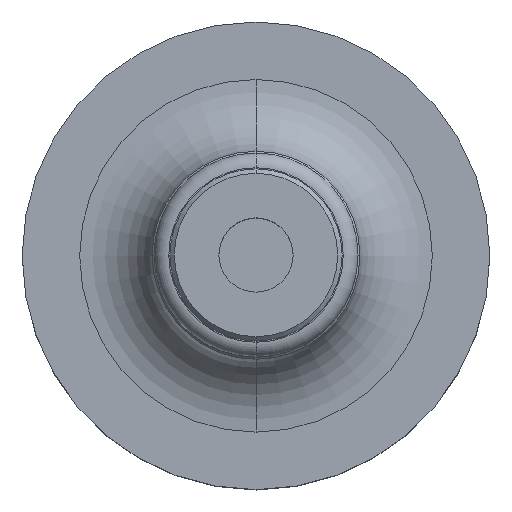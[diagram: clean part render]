
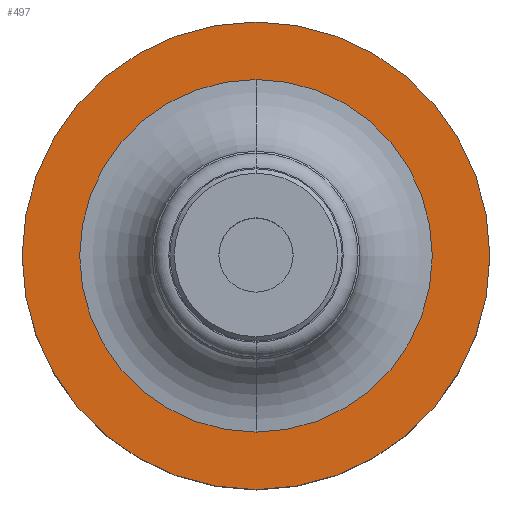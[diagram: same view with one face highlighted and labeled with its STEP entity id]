
A CAD part, top view. The second image highlights one B-rep face of the part: STEP entity #497.
In plain terms, the highlighted planar face has unit normal (0, 0, 1).
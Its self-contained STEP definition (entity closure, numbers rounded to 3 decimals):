
#35 = EDGE_CURVE ( 'NONE', #1336, #1070, #1001, .T. ) ;
#78 = ORIENTED_EDGE ( 'NONE', *, *, #35, .F. ) ;
#130 = DIRECTION ( 'NONE',  ( 0., 0., -1. ) ) ;
#135 = AXIS2_PLACEMENT_3D ( 'NONE', #1237, #1635, #859 ) ;
#178 = CIRCLE ( 'NONE', #135, 23.75 ) ;
#225 = EDGE_LOOP ( 'NONE', ( #292, #78 ) ) ;
#243 = EDGE_CURVE ( 'NONE', #1569, #1423, #791, .T. ) ;
#292 = ORIENTED_EDGE ( 'NONE', *, *, #1157, .F. ) ;
#312 = FACE_BOUND ( 'NONE', #342, .T. ) ;
#342 = EDGE_LOOP ( 'NONE', ( #1015, #680 ) ) ;
#373 = EDGE_CURVE ( 'NONE', #1423, #1569, #178, .T. ) ;
#414 = DIRECTION ( 'NONE',  ( 0., -1., 0. ) ) ;
#417 = AXIS2_PLACEMENT_3D ( 'NONE', #934, #814, #1623 ) ;
#497 = ADVANCED_FACE ( 'NONE', ( #312, #997 ), #937, .T. ) ;
#509 = AXIS2_PLACEMENT_3D ( 'NONE', #915, #130, #1300 ) ;
#652 = CIRCLE ( 'NONE', #509, 31.5 ) ;
#653 = AXIS2_PLACEMENT_3D ( 'NONE', #1031, #1051, #1039 ) ;
#680 = ORIENTED_EDGE ( 'NONE', *, *, #373, .T. ) ;
#685 = CARTESIAN_POINT ( 'NONE',  ( 0., -23.75, 26. ) ) ;
#734 = CARTESIAN_POINT ( 'NONE',  ( 0., -31.5, 26. ) ) ;
#791 = CIRCLE ( 'NONE', #417, 23.75 ) ;
#814 = DIRECTION ( 'NONE',  ( 0., 0., -1. ) ) ;
#859 = DIRECTION ( 'NONE',  ( 0., -1., 0. ) ) ;
#909 = CARTESIAN_POINT ( 'NONE',  ( 0., 31.5, 26. ) ) ;
#915 = CARTESIAN_POINT ( 'NONE',  ( 0., 0., 26. ) ) ;
#934 = CARTESIAN_POINT ( 'NONE',  ( 0., 0., 26. ) ) ;
#937 = PLANE ( 'NONE',  #1587 ) ;
#997 = FACE_OUTER_BOUND ( 'NONE', #225, .T. ) ;
#1001 = CIRCLE ( 'NONE', #653, 31.5 ) ;
#1015 = ORIENTED_EDGE ( 'NONE', *, *, #243, .T. ) ;
#1031 = CARTESIAN_POINT ( 'NONE',  ( 0., 0., 26. ) ) ;
#1039 = DIRECTION ( 'NONE',  ( 0., 1., 0. ) ) ;
#1051 = DIRECTION ( 'NONE',  ( 0., 0., -1. ) ) ;
#1065 = DIRECTION ( 'NONE',  ( 0., 0., 1. ) ) ;
#1070 = VERTEX_POINT ( 'NONE', #909 ) ;
#1157 = EDGE_CURVE ( 'NONE', #1070, #1336, #652, .T. ) ;
#1237 = CARTESIAN_POINT ( 'NONE',  ( 0., 0., 26. ) ) ;
#1300 = DIRECTION ( 'NONE',  ( 0., 1., 0. ) ) ;
#1336 = VERTEX_POINT ( 'NONE', #734 ) ;
#1423 = VERTEX_POINT ( 'NONE', #1531 ) ;
#1459 = CARTESIAN_POINT ( 'NONE',  ( 0., 13.75, 26. ) ) ;
#1531 = CARTESIAN_POINT ( 'NONE',  ( 0., 23.75, 26. ) ) ;
#1569 = VERTEX_POINT ( 'NONE', #685 ) ;
#1587 = AXIS2_PLACEMENT_3D ( 'NONE', #1459, #1065, #414 ) ;
#1623 = DIRECTION ( 'NONE',  ( 0., -1., 0. ) ) ;
#1635 = DIRECTION ( 'NONE',  ( 0., 0., -1. ) ) ;
